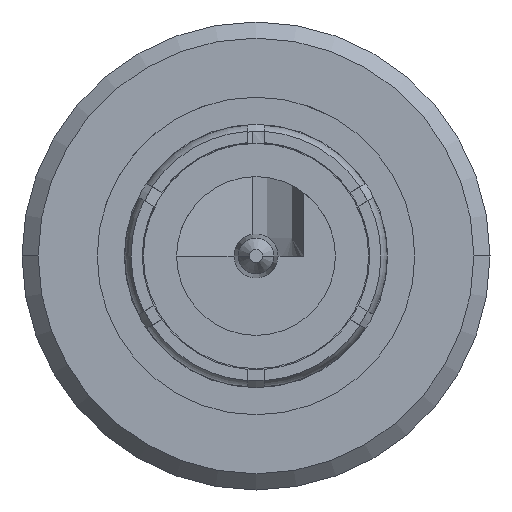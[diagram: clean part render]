
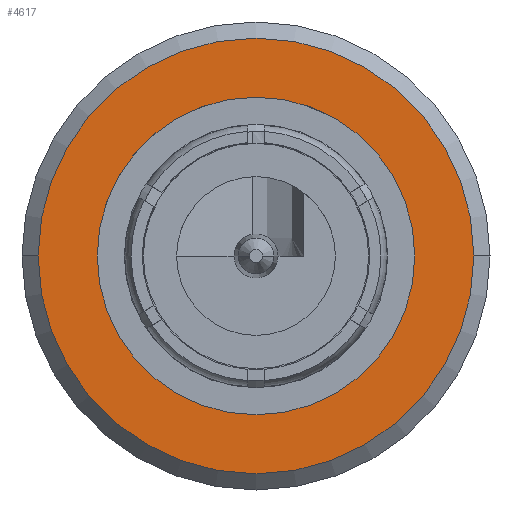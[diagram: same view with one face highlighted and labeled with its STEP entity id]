
A CAD part, left-side view. The second image highlights one B-rep face of the part: STEP entity #4617.
In plain terms, the highlighted planar face has unit normal (-1, 0, 0).
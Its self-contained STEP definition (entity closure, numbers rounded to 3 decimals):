
#1969=CARTESIAN_POINT('',(-12.4,0.,0.));
#1970=DIRECTION('',(1.,0.,0.));
#1971=DIRECTION('',(0.,1.,0.));
#1972=AXIS2_PLACEMENT_3D('',#1969,#1970,#1971);
#1974=CARTESIAN_POINT('',(-12.4,0.,0.));
#1975=DIRECTION('',(-1.,0.,0.));
#1976=DIRECTION('',(0.,1.,0.));
#1977=AXIS2_PLACEMENT_3D('',#1974,#1975,#1976);
#1979=CARTESIAN_POINT('',(-12.4,0.,0.));
#1980=DIRECTION('',(1.,0.,0.));
#1981=DIRECTION('',(0.,1.,0.));
#1982=AXIS2_PLACEMENT_3D('',#1979,#1980,#1981);
#1984=CARTESIAN_POINT('',(-12.4,0.,0.));
#1985=DIRECTION('',(1.,0.,0.));
#1986=DIRECTION('',(0.,-1.,0.));
#1987=AXIS2_PLACEMENT_3D('',#1984,#1985,#1986);
#1990=CARTESIAN_POINT('',(-12.4,6.75,0.));
#1992=VERTEX_POINT('',#1990);
#1994=CARTESIAN_POINT('',(-12.4,-6.75,0.));
#1996=VERTEX_POINT('',#1994);
#2275=CARTESIAN_POINT('',(-12.4,4.92,0.));
#2277=VERTEX_POINT('',#2275);
#2280=CARTESIAN_POINT('',(-12.4,-4.92,0.));
#2281=VERTEX_POINT('',#2280);
#4604=CARTESIAN_POINT('',(-12.4,0.,0.));
#4605=DIRECTION('',(-1.,0.,0.));
#4606=DIRECTION('',(0.,1.,0.));
#4607=AXIS2_PLACEMENT_3D('',#4604,#4605,#4606);
#4608=PLANE('',#4607);
#4609=ORIENTED_EDGE('',*,*,#4599,.T.);
#4610=ORIENTED_EDGE('',*,*,#4583,.F.);
#4611=EDGE_LOOP('',(#4609,#4610));
#4612=FACE_OUTER_BOUND('',#4611,.F.);
#4613=ORIENTED_EDGE('',*,*,#2797,.F.);
#4614=ORIENTED_EDGE('',*,*,#2815,.F.);
#4615=EDGE_LOOP('',(#4613,#4614));
#4616=FACE_BOUND('',#4615,.F.);
#1973=CIRCLE('',#1972,6.75);
#1978=CIRCLE('',#1977,6.75);
#1983=CIRCLE('',#1982,4.92);
#1988=CIRCLE('',#1987,4.92);
#2797=EDGE_CURVE('',#2277,#2281,#1983,.T.);
#2815=EDGE_CURVE('',#2281,#2277,#1988,.T.);
#4583=EDGE_CURVE('',#1992,#1996,#1978,.T.);
#4599=EDGE_CURVE('',#1992,#1996,#1973,.T.);
#4617=ADVANCED_FACE('',(#4612,#4616),#4608,.T.);
